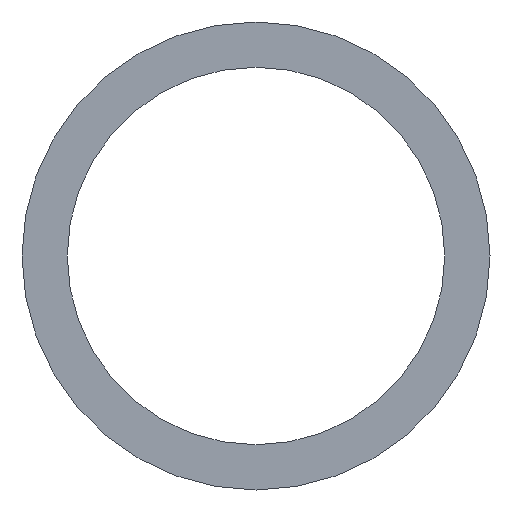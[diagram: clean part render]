
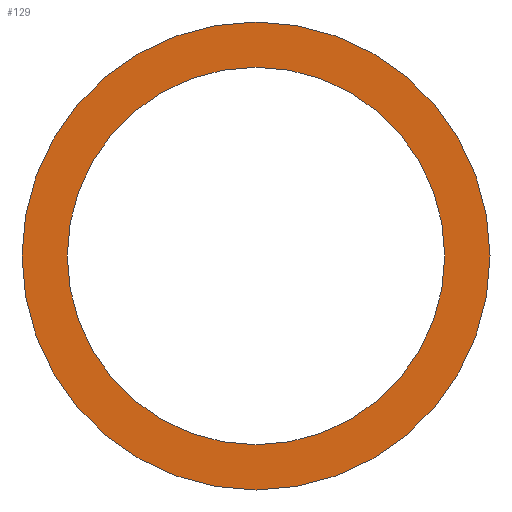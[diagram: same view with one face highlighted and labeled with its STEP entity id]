
A CAD part, front view. The second image highlights one B-rep face of the part: STEP entity #129.
In plain terms, the highlighted planar face has unit normal (0, -1, 0).
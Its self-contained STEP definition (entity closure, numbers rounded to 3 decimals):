
#1 = EDGE_CURVE ( 'NONE', #160, #147, #157, .T. ) ;
#5 = AXIS2_PLACEMENT_3D ( 'NONE', #72, #104, #69 ) ;
#8 = AXIS2_PLACEMENT_3D ( 'NONE', #112, #111, #110 ) ;
#11 = AXIS2_PLACEMENT_3D ( 'NONE', #65, #64, #61 ) ;
#15 = AXIS2_PLACEMENT_3D ( 'NONE', #86, #87, #80 ) ;
#16 = AXIS2_PLACEMENT_3D ( 'NONE', #57, #56, #55 ) ;
#54 = CARTESIAN_POINT ( 'NONE',  ( 0., 0., -19.4 ) ) ;
#55 = DIRECTION ( 'NONE',  ( 0., 0., 1. ) ) ;
#56 = DIRECTION ( 'NONE',  ( 0., 1., 0. ) ) ;
#57 = CARTESIAN_POINT ( 'NONE',  ( 0., 0., 0. ) ) ;
#58 = CARTESIAN_POINT ( 'NONE',  ( 0., 0., 24.05 ) ) ;
#61 = DIRECTION ( 'NONE',  ( 0., 0., 1. ) ) ;
#64 = DIRECTION ( 'NONE',  ( 0., 1., 0. ) ) ;
#65 = CARTESIAN_POINT ( 'NONE',  ( 0., 0., 0. ) ) ;
#66 = CARTESIAN_POINT ( 'NONE',  ( 0., 0., 19.4 ) ) ;
#69 = DIRECTION ( 'NONE',  ( 0., 0., 1. ) ) ;
#70 = CARTESIAN_POINT ( 'NONE',  ( 0., 0., -24.05 ) ) ;
#72 = CARTESIAN_POINT ( 'NONE',  ( 0., 0., 0. ) ) ;
#80 = DIRECTION ( 'NONE',  ( 0., 0., 1. ) ) ;
#83 = PLANE ( 'NONE',  #15 ) ;
#86 = CARTESIAN_POINT ( 'NONE',  ( 0., 0., 0. ) ) ;
#87 = DIRECTION ( 'NONE',  ( 0., 1., 0. ) ) ;
#104 = DIRECTION ( 'NONE',  ( 0., 1., 0. ) ) ;
#110 = DIRECTION ( 'NONE',  ( 0., 0., 1. ) ) ;
#111 = DIRECTION ( 'NONE',  ( 0., 1., 0. ) ) ;
#112 = CARTESIAN_POINT ( 'NONE',  ( 0., 0., 0. ) ) ;
#120 = EDGE_CURVE ( 'NONE', #150, #170, #192, .T. ) ;
#129 = ADVANCED_FACE ( 'NONE', ( #165, #208 ), #83, .F. ) ;
#132 = EDGE_CURVE ( 'NONE', #147, #160, #176, .T. ) ;
#133 = EDGE_CURVE ( 'NONE', #170, #150, #187, .T. ) ;
#137 = EDGE_LOOP ( 'NONE', ( #149, #163 ) ) ;
#147 = VERTEX_POINT ( 'NONE', #66 ) ;
#149 = ORIENTED_EDGE ( 'NONE', *, *, #1, .T. ) ;
#150 = VERTEX_POINT ( 'NONE', #58 ) ;
#157 = CIRCLE ( 'NONE', #5, 19.4 ) ;
#160 = VERTEX_POINT ( 'NONE', #54 ) ;
#161 = ORIENTED_EDGE ( 'NONE', *, *, #133, .F. ) ;
#163 = ORIENTED_EDGE ( 'NONE', *, *, #132, .T. ) ;
#165 = FACE_OUTER_BOUND ( 'NONE', #198, .T. ) ;
#170 = VERTEX_POINT ( 'NONE', #70 ) ;
#176 = CIRCLE ( 'NONE', #11, 19.4 ) ;
#185 = ORIENTED_EDGE ( 'NONE', *, *, #120, .F. ) ;
#187 = CIRCLE ( 'NONE', #16, 24.05 ) ;
#192 = CIRCLE ( 'NONE', #8, 24.05 ) ;
#198 = EDGE_LOOP ( 'NONE', ( #161, #185 ) ) ;
#208 = FACE_BOUND ( 'NONE', #137, .T. ) ;
